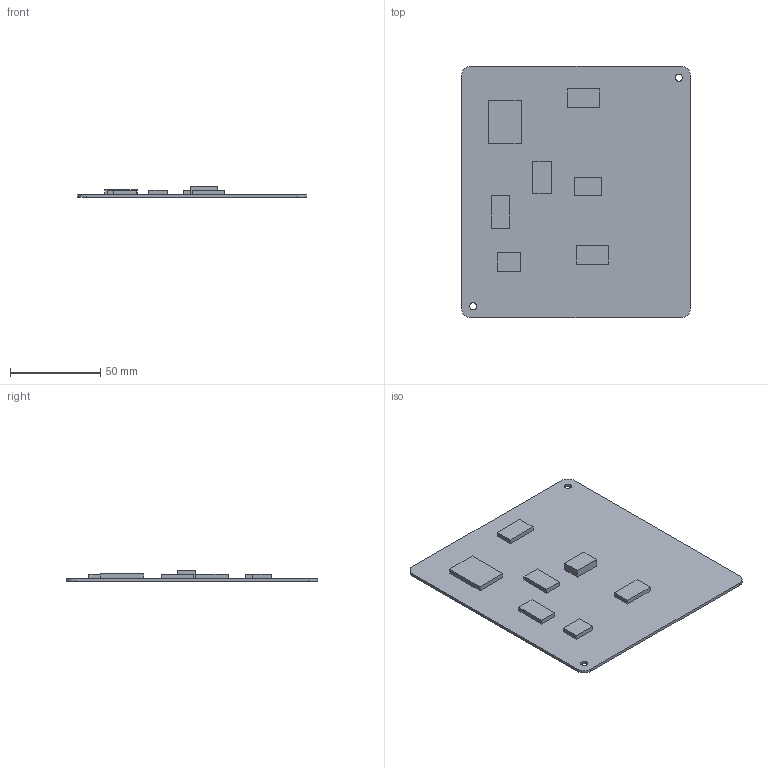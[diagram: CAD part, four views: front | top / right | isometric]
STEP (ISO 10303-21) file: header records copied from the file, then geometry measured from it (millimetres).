
FILE_DESCRIPTION(('STEP AP214'),'1');
FILE_NAME('BoardWithChips.stp','2023-12-08T13:36:49',(' '),(' '),'Spatial InterOp 3D',' ',' ');
FILE_SCHEMA(('AUTOMOTIVE_DESIGN { 1 0 10303 214 1 1 1 1 }'));
Length unit declared in the file: metre
Products named in the file (9): BoardWithChips; Component1; Component2; Component4; Component5; Component6; Component7; Component10; Component16
Assembly tree (8 placements, depth 2):
  BoardWithChips
    Component1
    Component2
    Component4
    Component5
    Component6
    Component7
    Component10
    Component16
Bounding box: 127 x 139.7 x 6.08 mm (x, y, z)
Volume: 31886.2 mm3; surface area: 40291.9 mm2
Topology: 8 solids, 8 shells, 56 faces, 120 edges, 80 vertices
Faces by surface type: plane 48, cylinder 8
Entity records: 1779 total; most frequent: DIRECTION 266, CARTESIAN_POINT 265, ORIENTED_EDGE 240, EDGE_CURVE 120, LINE 104, VECTOR 104, AXIS2_PLACEMENT_3D 81, VERTEX_POINT 80
